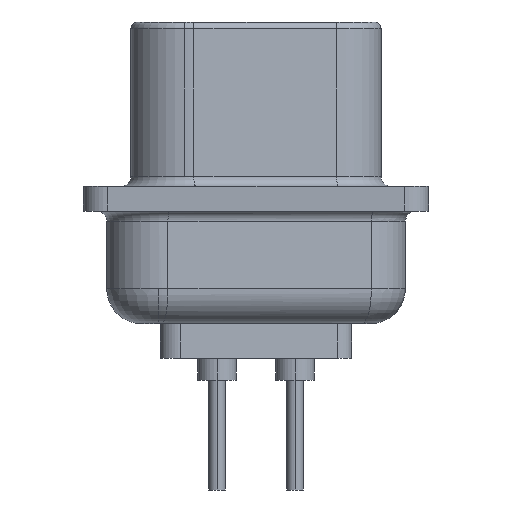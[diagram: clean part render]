
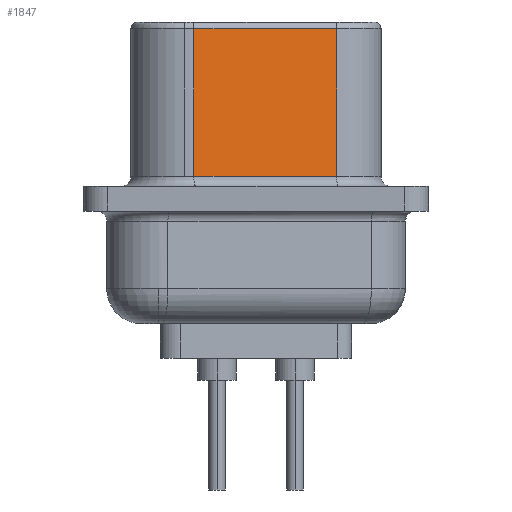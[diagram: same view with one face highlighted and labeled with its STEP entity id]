
A CAD part, left-side view. The second image highlights one B-rep face of the part: STEP entity #1847.
In plain terms, the highlighted planar face has unit normal (-0.985, -0.174, 0).
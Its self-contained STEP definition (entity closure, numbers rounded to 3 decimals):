
#204 = CARTESIAN_POINT ( 'NONE',  ( 7.564, 3.355, 5.746 ) ) ;
#1139 = VECTOR ( 'NONE', #4262, 1000. ) ;
#1847 = ADVANCED_FACE ( 'NONE', ( #7944 ), #2761, .F. ) ;
#2761 = PLANE ( 'NONE',  #8670 ) ;
#3258 = DIRECTION ( 'NONE',  ( 0.174, -0.985, 0. ) ) ;
#3283 = VERTEX_POINT ( 'NONE', #3739 ) ;
#3402 = ORIENTED_EDGE ( 'NONE', *, *, #10022, .T. ) ;
#3739 = CARTESIAN_POINT ( 'NONE',  ( 6.645, 8.566, 0.381 ) ) ;
#3966 = LINE ( 'NONE', #5768, #7324 ) ;
#4262 = DIRECTION ( 'NONE',  ( 0., 0., -1. ) ) ;
#4868 = ORIENTED_EDGE ( 'NONE', *, *, #11474, .F. ) ;
#4912 = LINE ( 'NONE', #12813, #1139 ) ;
#5200 = VECTOR ( 'NONE', #12210, 1000. ) ;
#5222 = CARTESIAN_POINT ( 'NONE',  ( 7.564, 3.355, 0.381 ) ) ;
#5654 = LINE ( 'NONE', #17864, #5200 ) ;
#5693 = DIRECTION ( 'NONE',  ( 0.985, 0.174, 0. ) ) ;
#5753 = LINE ( 'NONE', #10432, #13341 ) ;
#5768 = CARTESIAN_POINT ( 'NONE',  ( 7.564, 3.355, 6. ) ) ;
#5974 = ORIENTED_EDGE ( 'NONE', *, *, #18143, .T. ) ;
#7324 = VECTOR ( 'NONE', #14420, 1000. ) ;
#7944 = FACE_OUTER_BOUND ( 'NONE', #17708, .T. ) ;
#8670 = AXIS2_PLACEMENT_3D ( 'NONE', #12814, #5693, #15698 ) ;
#9739 = VERTEX_POINT ( 'NONE', #204 ) ;
#10022 = EDGE_CURVE ( 'NONE', #16573, #3283, #4912, .T. ) ;
#10432 = CARTESIAN_POINT ( 'NONE',  ( 7.564, 3.355, 0.381 ) ) ;
#10433 = CARTESIAN_POINT ( 'NONE',  ( 6.645, 8.566, 5.746 ) ) ;
#11474 = EDGE_CURVE ( 'NONE', #9739, #12204, #3966, .T. ) ;
#12204 = VERTEX_POINT ( 'NONE', #5222 ) ;
#12210 = DIRECTION ( 'NONE',  ( -0.174, 0.985, 0. ) ) ;
#12813 = CARTESIAN_POINT ( 'NONE',  ( 6.645, 8.566, 6. ) ) ;
#12814 = CARTESIAN_POINT ( 'NONE',  ( 7.564, 3.355, 6. ) ) ;
#13341 = VECTOR ( 'NONE', #3258, 1000. ) ;
#14420 = DIRECTION ( 'NONE',  ( 0., 0., -1. ) ) ;
#15316 = ORIENTED_EDGE ( 'NONE', *, *, #16149, .T. ) ;
#15698 = DIRECTION ( 'NONE',  ( -0.174, 0.985, 0. ) ) ;
#16149 = EDGE_CURVE ( 'NONE', #9739, #16573, #5654, .T. ) ;
#16573 = VERTEX_POINT ( 'NONE', #10433 ) ;
#17708 = EDGE_LOOP ( 'NONE', ( #3402, #5974, #4868, #15316 ) ) ;
#17864 = CARTESIAN_POINT ( 'NONE',  ( 7.564, 3.355, 5.746 ) ) ;
#18143 = EDGE_CURVE ( 'NONE', #3283, #12204, #5753, .T. ) ;
